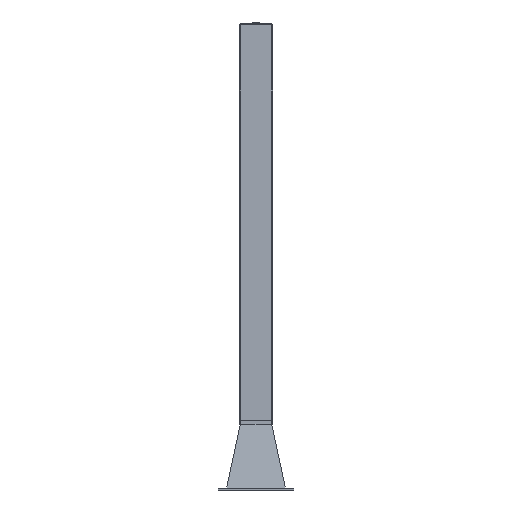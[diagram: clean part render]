
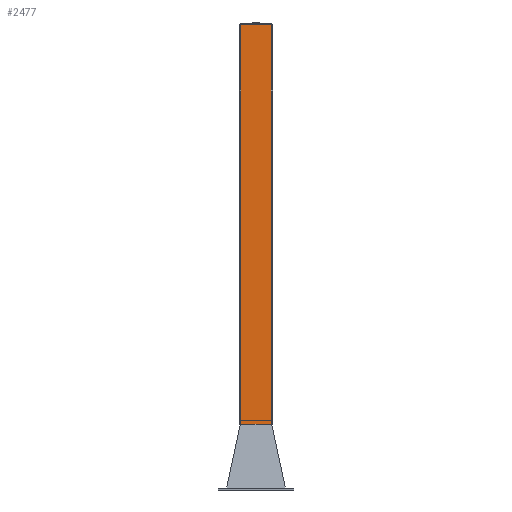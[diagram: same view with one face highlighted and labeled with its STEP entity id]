
A CAD part, left-side view. The second image highlights one B-rep face of the part: STEP entity #2477.
In plain terms, the highlighted planar face has unit normal (-1, 0, 0).
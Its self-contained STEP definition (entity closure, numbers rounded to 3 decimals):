
#2477=ADVANCED_FACE('',(#4346),#4347,.F.);
#4346=FACE_OUTER_BOUND('',#5952,.T.);
#4347=PLANE('',#5953);
#5952=EDGE_LOOP('',(#9411,#9412,#9413,#9414));
#5953=AXIS2_PLACEMENT_3D('',#9415,#9416,#9417);
#9411=ORIENTED_EDGE('',*,*,#10862,.F.);
#9412=ORIENTED_EDGE('',*,*,#10860,.T.);
#9413=ORIENTED_EDGE('',*,*,#10863,.T.);
#9414=ORIENTED_EDGE('',*,*,#10848,.T.);
#9415=CARTESIAN_POINT('',(-125.0,230.556,27.778));
#9416=DIRECTION('',(1.0,0.0,0.0));
#9417=DIRECTION('',(0.0,0.0,-1.0));
#10848=EDGE_CURVE('',#12738,#12735,#12739,.F.);
#10860=EDGE_CURVE('',#12754,#12758,#12760,.T.);
#10862=EDGE_CURVE('',#12754,#12735,#12762,.T.);
#10863=EDGE_CURVE('',#12758,#12738,#12763,.T.);
#12735=VERTEX_POINT('',#17247);
#12738=VERTEX_POINT('',#17250);
#12739=LINE('',#17251,#17252);
#12754=VERTEX_POINT('',#17270);
#12758=VERTEX_POINT('',#17275);
#12760=LINE('',#17277,#17278);
#12762=LINE('',#17280,#17281);
#12763=LINE('',#17282,#17283);
#17247=CARTESIAN_POINT('',(-125.0,-7.444,27.778));
#17250=CARTESIAN_POINT('',(-125.0,-7.444,-2972.222));
#17251=CARTESIAN_POINT('',(-125.0,-7.444,27.778));
#17252=VECTOR('',#18552,1.0);
#17270=CARTESIAN_POINT('',(-125.0,218.556,27.778));
#17275=CARTESIAN_POINT('',(-125.0,218.556,-2972.222));
#17277=CARTESIAN_POINT('',(-125.0,218.556,27.778));
#17278=VECTOR('',#18572,1.0);
#17280=CARTESIAN_POINT('',(-125.0,230.556,27.778));
#17281=VECTOR('',#18573,1.0);
#17282=CARTESIAN_POINT('',(-125.0,230.556,-2972.222));
#17283=VECTOR('',#18574,1.0);
#18552=DIRECTION('',(0.0,0.0,-1.0));
#18572=DIRECTION('',(0.0,0.0,-1.0));
#18573=DIRECTION('',(0.0,-1.0,0.0));
#18574=DIRECTION('',(0.0,-1.0,0.0));
